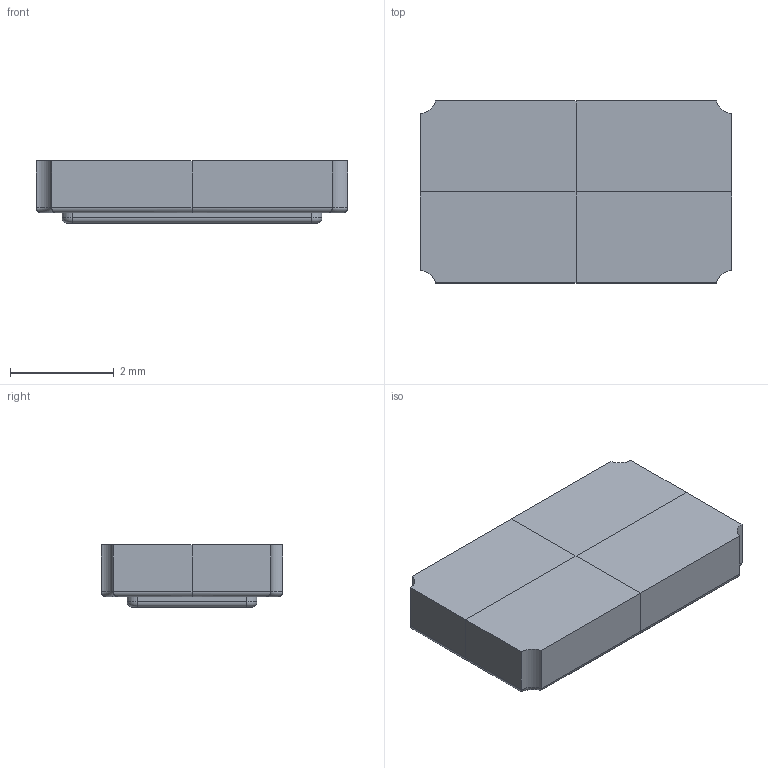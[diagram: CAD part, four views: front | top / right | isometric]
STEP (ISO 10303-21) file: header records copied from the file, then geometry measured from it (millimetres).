
FILE_DESCRIPTION(('FreeCAD Model'),'2;1');
FILE_NAME('CTS406.stp', '2014-10-19T23:23:46',('FreeCAD'),('FreeCAD'), 'Open CASCADE STEP processor 6.6','FreeCAD','Unknown');
FILE_SCHEMA(('AUTOMOTIVE_DESIGN_CC2 { 1 2 10303 214 -1 1 5 4 }'));
Length unit declared in the file: millimetre
Products named in the file (2): Fusion001; Fillet003
Bounding box: 6 x 3.5 x 1.2 mm (x, y, z)
Volume: 23.2 mm3; surface area: 86.5 mm2
Topology: 2 solids, 2 shells, 50 faces, 108 edges, 62 vertices
Faces by surface type: plane 22, cylinder 20, torus 8
Entity records: 5357 total; most frequent: CARTESIAN_POINT 2919, DIRECTION 411, LINE 232, VECTOR 232, ORIENTED_EDGE 216, PCURVE 216, DEFINITIONAL_REPRESENTATION 216, EDGE_CURVE 108
